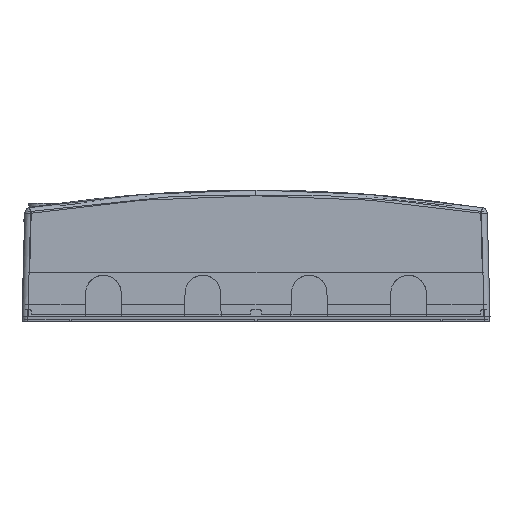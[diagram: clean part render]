
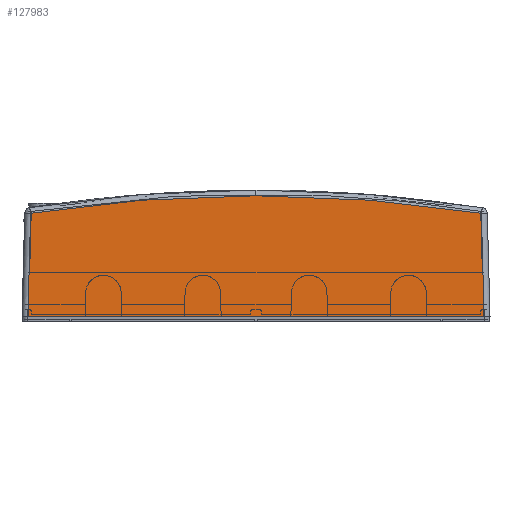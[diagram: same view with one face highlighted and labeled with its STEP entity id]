
A CAD part, left-side view. The second image highlights one B-rep face of the part: STEP entity #127983.
In plain terms, the highlighted face is planar.
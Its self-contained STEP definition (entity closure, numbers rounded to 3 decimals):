
#49 = LINE ( 'NONE', #67229, #5607 ) ;
#5607 = VECTOR ( 'NONE', #124853, 1000. ) ;
#15337 = CARTESIAN_POINT ( 'NONE',  ( -127.412, 96.039, -324.785 ) ) ;
#15552 = DIRECTION ( 'NONE',  ( 1., 0., 0. ) ) ;
#18243 = CARTESIAN_POINT ( 'NONE',  ( -31.913, 102.231, -324.623 ) ) ;
#24726 = EDGE_CURVE ( 'NONE', #40086, #129808, #54743, .T. ) ;
#25497 = CARTESIAN_POINT ( 'NONE',  ( 190.613, 87.393, -325.012 ) ) ;
#28073 = LINE ( 'NONE', #36270, #95674 ) ;
#29303 = CARTESIAN_POINT ( 'NONE',  ( -63.778, 100.993, -324.655 ) ) ;
#31044 = DIRECTION ( 'NONE',  ( 0., 0.026, -1. ) ) ;
#36270 = CARTESIAN_POINT ( 'NONE',  ( 0., 0., -327.3 ) ) ;
#38209 = CARTESIAN_POINT ( 'NONE',  ( 0., 102.231, -324.623 ) ) ;
#38700 = CARTESIAN_POINT ( 'NONE',  ( 127.412, 96.039, -324.785 ) ) ;
#38756 = CARTESIAN_POINT ( 'NONE',  ( -192.902, 0., -327.3 ) ) ;
#40086 = VERTEX_POINT ( 'NONE', #73937 ) ;
#48330 = CARTESIAN_POINT ( 'NONE',  ( 31.913, 102.231, -324.623 ) ) ;
#50085 = ORIENTED_EDGE ( 'NONE', *, *, #24726, .T. ) ;
#50482 = CARTESIAN_POINT ( 'NONE',  ( 0., 102.231, -324.623 ) ) ;
#51852 = VERTEX_POINT ( 'NONE', #73473 ) ;
#54743 = B_SPLINE_CURVE_WITH_KNOTS ( 'NONE', 3,
 ( #140090, #139374, #15337, #29303, #18243, #38209 ),
 .UNSPECIFIED., .F., .F.,
 ( 4, 2, 4 ),
 ( 0., 0.5, 1. ),
 .UNSPECIFIED. ) ;
#57686 = ORIENTED_EDGE ( 'NONE', *, *, #116084, .F. ) ;
#61595 = CARTESIAN_POINT ( 'NONE',  ( 159.084, 92.331, -324.882 ) ) ;
#62150 = EDGE_CURVE ( 'NONE', #129808, #51852, #136822, .T. ) ;
#63786 = EDGE_LOOP ( 'NONE', ( #57686, #70492, #50085, #131180, #69092 ) ) ;
#64997 = DIRECTION ( 'NONE',  ( -1., 0., 0. ) ) ;
#67229 = CARTESIAN_POINT ( 'NONE',  ( -192.902, 0., -327.3 ) ) ;
#69092 = ORIENTED_EDGE ( 'NONE', *, *, #86666, .F. ) ;
#70436 = LINE ( 'NONE', #80045, #127640 ) ;
#70492 = ORIENTED_EDGE ( 'NONE', *, *, #136247, .T. ) ;
#71708 = VERTEX_POINT ( 'NONE', #71732 ) ;
#71732 = CARTESIAN_POINT ( 'NONE',  ( 192.902, 0., -327.3 ) ) ;
#73473 = CARTESIAN_POINT ( 'NONE',  ( 190.613, 87.393, -325.012 ) ) ;
#73937 = CARTESIAN_POINT ( 'NONE',  ( -190.613, 87.393, -325.012 ) ) ;
#76811 = CARTESIAN_POINT ( 'NONE',  ( 0., 0., -327.3 ) ) ;
#80045 = CARTESIAN_POINT ( 'NONE',  ( 190.509, 91.357, -324.908 ) ) ;
#86666 = EDGE_CURVE ( 'NONE', #71708, #51852, #70436, .T. ) ;
#93201 = CARTESIAN_POINT ( 'NONE',  ( 0., 102.231, -324.623 ) ) ;
#95674 = VECTOR ( 'NONE', #15552, 1000. ) ;
#99446 = AXIS2_PLACEMENT_3D ( 'NONE', #76811, #31044, #64997 ) ;
#116084 = EDGE_CURVE ( 'NONE', #140211, #71708, #28073, .T. ) ;
#116902 = DIRECTION ( 'NONE',  ( -0.026, 0.999, 0.026 ) ) ;
#122631 = PLANE ( 'NONE',  #99446 ) ;
#124853 = DIRECTION ( 'NONE',  ( 0.026, 0.999, 0.026 ) ) ;
#126669 = CARTESIAN_POINT ( 'NONE',  ( 63.778, 100.992, -324.655 ) ) ;
#127640 = VECTOR ( 'NONE', #116902, 1000. ) ;
#127983 = ADVANCED_FACE ( 'NONE', ( #132963 ), #122631, .T. ) ;
#129808 = VERTEX_POINT ( 'NONE', #93201 ) ;
#131180 = ORIENTED_EDGE ( 'NONE', *, *, #62150, .T. ) ;
#132963 = FACE_OUTER_BOUND ( 'NONE', #63786, .T. ) ;
#136247 = EDGE_CURVE ( 'NONE', #140211, #40086, #49, .T. ) ;
#136822 = B_SPLINE_CURVE_WITH_KNOTS ( 'NONE', 3,
 ( #50482, #48330, #126669, #38700, #61595, #25497 ),
 .UNSPECIFIED., .F., .F.,
 ( 4, 2, 4 ),
 ( 0., 0.5, 1. ),
 .UNSPECIFIED. ) ;
#139374 = CARTESIAN_POINT ( 'NONE',  ( -159.085, 92.331, -324.882 ) ) ;
#140090 = CARTESIAN_POINT ( 'NONE',  ( -190.613, 87.393, -325.012 ) ) ;
#140211 = VERTEX_POINT ( 'NONE', #38756 ) ;
